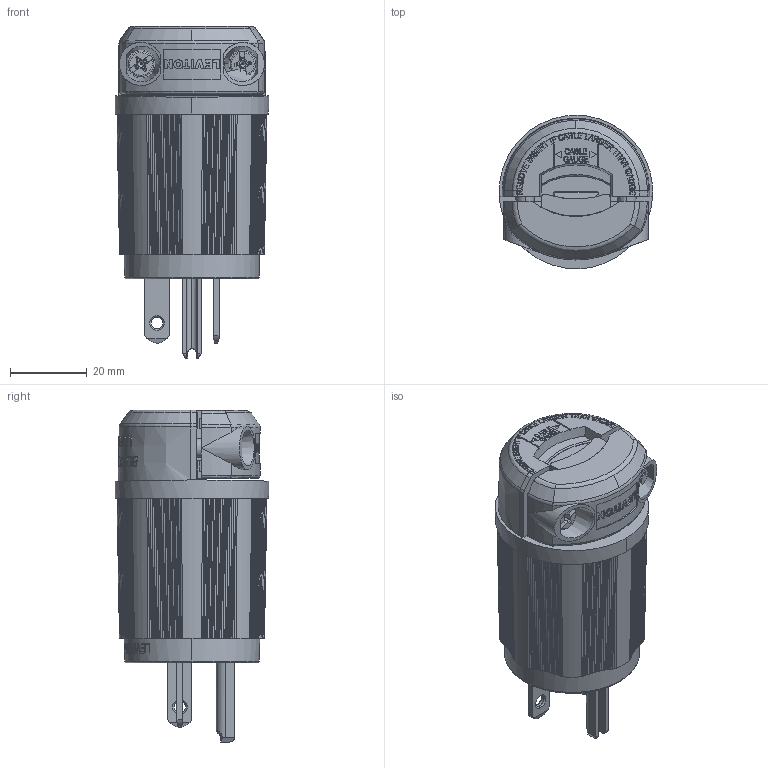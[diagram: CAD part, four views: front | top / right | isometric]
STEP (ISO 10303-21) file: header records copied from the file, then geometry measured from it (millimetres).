
FILE_DESCRIPTION (( 'STEP AP214' ), '1' );
FILE_NAME ('ORC5403-M02.STEP', '2025-10-14T12:11:39', ( '' ), ( '' ), 'SwSTEP 2.0', 'SolidWorks 2024', '' );
FILE_SCHEMA (( 'AUTOMOTIVE_DESIGN' ));
Length unit declared in the file: inch
Products named in the file (1): ORC5403-M02
Bounding box: 40.09 x 40.12 x 86.72 mm (x, y, z)
Volume: 71001.9 mm3; surface area: 15823.4 mm2
Topology: 1 solids, 16 shells, 2954 faces, 8101 edges, 5344 vertices
Faces by surface type: plane 1362, bspline 939, cone 394, cylinder 182, torus 75, sphere 2
Entity records: 162566 total; most frequent: CARTESIAN_POINT 94211, ORIENTED_EDGE 16198, DIRECTION 11484, EDGE_CURVE 8099, VERTEX_POINT 5344, AXIS2_PLACEMENT_3D 3931, VECTOR 3622, LINE 3622
